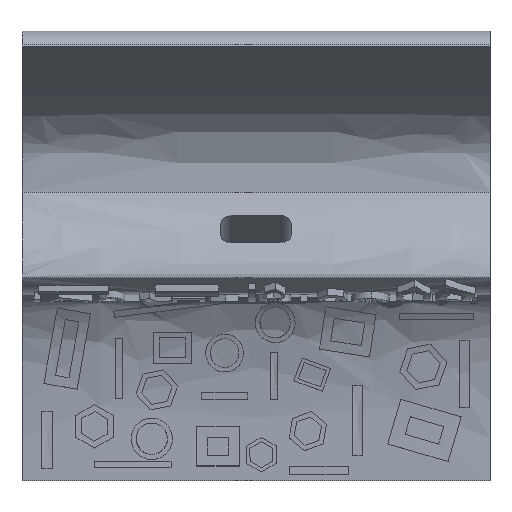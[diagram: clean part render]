
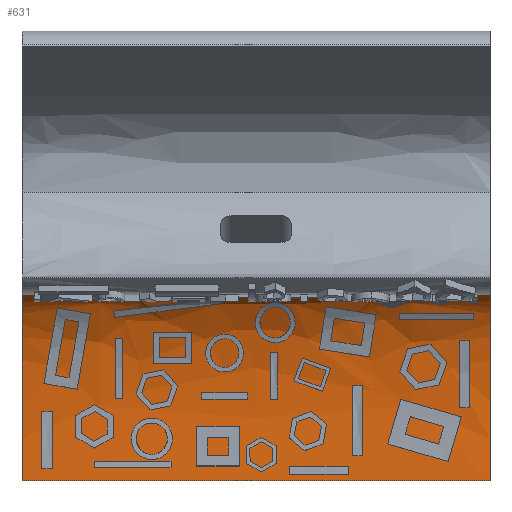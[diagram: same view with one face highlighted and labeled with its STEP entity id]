
A CAD part, top view. The second image highlights one B-rep face of the part: STEP entity #631.
In plain terms, the highlighted face is a extrusion surface.
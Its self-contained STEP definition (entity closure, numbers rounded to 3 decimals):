
#194 = VERTEX_POINT('',#195);
#195 = CARTESIAN_POINT('',(-34.5,-22.07,21.843));
#202 = EDGE_CURVE('',#194,#203,#205,.T.);
#203 = VERTEX_POINT('',#204);
#204 = CARTESIAN_POINT('',(-34.5,-50.,10.487));
#205 = B_SPLINE_CURVE_WITH_KNOTS('',2,(#206,#207,#208),.UNSPECIFIED.,.F.
  ,.F.,(3,3),(0.,1.),.PIECEWISE_BEZIER_KNOTS.);
#206 = CARTESIAN_POINT('',(-34.5,-22.07,21.843));
#207 = CARTESIAN_POINT('',(-34.5,-19.36,10.487));
#208 = CARTESIAN_POINT('',(-34.5,-50.,10.487));
#254 = VERTEX_POINT('',#255);
#255 = CARTESIAN_POINT('',(34.5,-22.07,21.843));
#262 = EDGE_CURVE('',#254,#263,#265,.T.);
#263 = VERTEX_POINT('',#264);
#264 = CARTESIAN_POINT('',(34.5,-50.,10.487));
#265 = B_SPLINE_CURVE_WITH_KNOTS('',2,(#266,#267,#268),.UNSPECIFIED.,.F.
  ,.F.,(3,3),(0.,1.),.PIECEWISE_BEZIER_KNOTS.);
#266 = CARTESIAN_POINT('',(34.5,-22.07,21.843));
#267 = CARTESIAN_POINT('',(34.5,-19.36,10.487));
#268 = CARTESIAN_POINT('',(34.5,-50.,10.487));
#296 = EDGE_CURVE('',#203,#263,#297,.T.);
#297 = LINE('',#298,#299);
#298 = CARTESIAN_POINT('',(-34.5,-50.,10.487));
#299 = VECTOR('',#300,1.);
#300 = DIRECTION('',(1.,0.,0.));
#617 = EDGE_CURVE('',#194,#254,#618,.T.);
#618 = LINE('',#619,#620);
#619 = CARTESIAN_POINT('',(-34.5,-22.07,21.843));
#620 = VECTOR('',#621,1.);
#621 = DIRECTION('',(1.,0.,0.));
#631 = ADVANCED_FACE('',(#632),#638,.F.);
#632 = FACE_BOUND('',#633,.F.);
#633 = EDGE_LOOP('',(#634,#635,#636,#637));
#634 = ORIENTED_EDGE('',*,*,#617,.T.);
#635 = ORIENTED_EDGE('',*,*,#262,.T.);
#636 = ORIENTED_EDGE('',*,*,#296,.F.);
#637 = ORIENTED_EDGE('',*,*,#202,.F.);
#638 = SURFACE_OF_LINEAR_EXTRUSION('',#639,#643);
#639 = B_SPLINE_CURVE_WITH_KNOTS('',2,(#640,#641,#642),.UNSPECIFIED.,.F.
  ,.F.,(3,3),(0.,1.),.PIECEWISE_BEZIER_KNOTS.);
#640 = CARTESIAN_POINT('',(-34.5,-22.07,21.843));
#641 = CARTESIAN_POINT('',(-34.5,-19.36,10.487));
#642 = CARTESIAN_POINT('',(-34.5,-50.,10.487));
#643 = VECTOR('',#644,1.);
#644 = DIRECTION('',(-1.,0.,0.));
